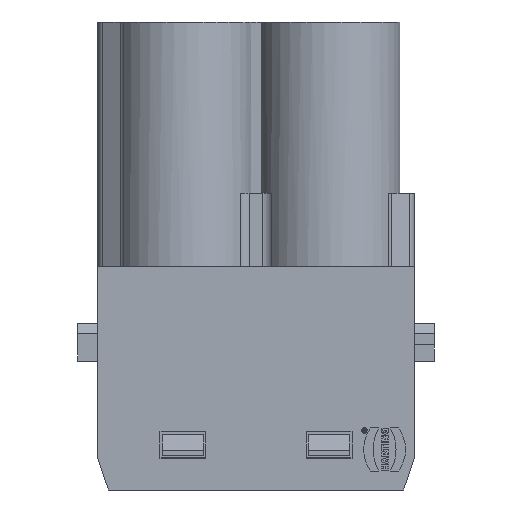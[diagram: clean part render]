
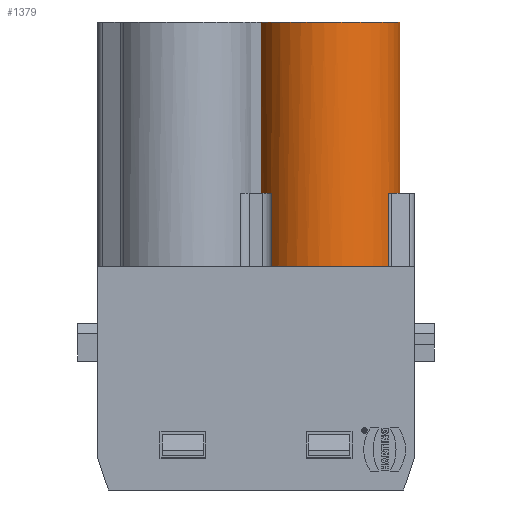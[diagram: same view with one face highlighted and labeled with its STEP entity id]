
A CAD part, left-side view. The second image highlights one B-rep face of the part: STEP entity #1379.
In plain terms, the highlighted cylindrical face has radius 6.8 mm (diameter 13.6 mm), a partial arc.
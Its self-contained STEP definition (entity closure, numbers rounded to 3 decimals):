
#1028=CYLINDRICAL_SURFACE('',#6882,6.8);
#1115=FACE_OUTER_BOUND('',#2066,.T.);
#1379=ADVANCED_FACE('',(#1115),#1028,.T.);
#2066=EDGE_LOOP('',(#2764,#2765,#2766,#2767,#2768,#2769,#2770,#2771,#2772,
#2773,#2774,#2775));
#2764=ORIENTED_EDGE('',*,*,#4383,.F.);
#2765=ORIENTED_EDGE('',*,*,#4364,.T.);
#2766=ORIENTED_EDGE('',*,*,#4397,.F.);
#2767=ORIENTED_EDGE('',*,*,#4358,.T.);
#2768=ORIENTED_EDGE('',*,*,#4377,.F.);
#2769=ORIENTED_EDGE('',*,*,#4348,.T.);
#2770=ORIENTED_EDGE('',*,*,#4398,.F.);
#2771=ORIENTED_EDGE('',*,*,#4342,.T.);
#2772=ORIENTED_EDGE('',*,*,#4369,.F.);
#2773=ORIENTED_EDGE('',*,*,#4399,.F.);
#2774=ORIENTED_EDGE('',*,*,#4392,.T.);
#2775=ORIENTED_EDGE('',*,*,#4395,.T.);
#3838=VERTEX_POINT('',#9398);
#3840=VERTEX_POINT('',#9401);
#3843=VERTEX_POINT('',#9408);
#3845=VERTEX_POINT('',#9412);
#3854=VERTEX_POINT('',#9434);
#3856=VERTEX_POINT('',#9437);
#3859=VERTEX_POINT('',#9444);
#3861=VERTEX_POINT('',#9448);
#3866=VERTEX_POINT('',#9461);
#3868=VERTEX_POINT('',#9479);
#3871=VERTEX_POINT('',#9497);
#3872=VERTEX_POINT('',#9499);
#4342=EDGE_CURVE('',#3840,#3838,#5457,.T.);
#4348=EDGE_CURVE('',#3843,#3845,#5460,.T.);
#4358=EDGE_CURVE('',#3856,#3854,#5465,.T.);
#4364=EDGE_CURVE('',#3859,#3861,#5468,.T.);
#4369=EDGE_CURVE('',#3866,#3838,#4857,.T.);
#4377=EDGE_CURVE('',#3843,#3854,#4859,.T.);
#4383=EDGE_CURVE('',#3859,#3868,#4861,.T.);
#4392=EDGE_CURVE('',#3872,#3871,#4863,.T.);
#4395=EDGE_CURVE('',#3871,#3868,#5489,.T.);
#4397=EDGE_CURVE('',#3856,#3861,#4865,.T.);
#4398=EDGE_CURVE('',#3840,#3845,#4866,.T.);
#4399=EDGE_CURVE('',#3872,#3866,#5491,.T.);
#4857=CIRCLE('',#6861,6.8);
#4859=CIRCLE('',#6865,6.8);
#4861=CIRCLE('',#6870,6.8);
#4863=CIRCLE('',#6876,6.8);
#4865=CIRCLE('',#6880,6.8);
#4866=CIRCLE('',#6881,6.8);
#5457=LINE('',#9400,#6043);
#5460=LINE('',#9413,#6046);
#5465=LINE('',#9436,#6051);
#5468=LINE('',#9449,#6054);
#5489=LINE('',#9504,#6075);
#5491=LINE('',#9509,#6077);
#6043=VECTOR('',#7686,1.);
#6046=VECTOR('',#7697,1.);
#6051=VECTOR('',#7718,1.);
#6054=VECTOR('',#7729,1.);
#6075=VECTOR('',#7794,1.);
#6077=VECTOR('',#7802,1.);
#6861=AXIS2_PLACEMENT_3D('',#9460,#7740,#7741);
#6865=AXIS2_PLACEMENT_3D('',#9472,#7754,#7755);
#6870=AXIS2_PLACEMENT_3D('',#9483,#7768,#7769);
#6876=AXIS2_PLACEMENT_3D('',#9498,#7787,#7788);
#6880=AXIS2_PLACEMENT_3D('',#9507,#7798,#7799);
#6881=AXIS2_PLACEMENT_3D('',#9508,#7800,#7801);
#6882=AXIS2_PLACEMENT_3D('',#9510,#7803,#7804);
#7686=DIRECTION('',(0.,0.,1.));
#7697=DIRECTION('',(0.,0.,-1.));
#7718=DIRECTION('',(0.,0.,1.));
#7729=DIRECTION('',(0.,0.,-1.));
#7740=DIRECTION('',(0.,0.,-1.));
#7741=DIRECTION('',(0.,1.,0.));
#7754=DIRECTION('',(0.,0.,-1.));
#7755=DIRECTION('',(0.,1.,0.));
#7768=DIRECTION('',(0.,0.,-1.));
#7769=DIRECTION('',(0.,1.,0.));
#7787=DIRECTION('',(0.,0.,-1.));
#7788=DIRECTION('',(0.,1.,0.));
#7794=DIRECTION('',(0.,0.,-1.));
#7798=DIRECTION('',(0.,0.,-1.));
#7799=DIRECTION('',(0.,1.,0.));
#7800=DIRECTION('',(0.,0.,-1.));
#7801=DIRECTION('',(0.,1.,0.));
#7802=DIRECTION('',(0.,0.,-1.));
#7803=DIRECTION('',(0.,0.,-1.));
#7804=DIRECTION('',(1.,0.,0.));
#9398=CARTESIAN_POINT('',(3.923,-1.446,16.1));
#9400=CARTESIAN_POINT('',(3.923,-1.446,32.5));
#9401=CARTESIAN_POINT('',(3.923,-1.446,9.1));
#9408=CARTESIAN_POINT('',(3.677,-12.72,16.1));
#9412=CARTESIAN_POINT('',(3.677,-12.72,9.1));
#9413=CARTESIAN_POINT('',(3.677,-12.72,32.5));
#9434=CARTESIAN_POINT('',(-3.677,-12.72,16.1));
#9436=CARTESIAN_POINT('',(-3.677,-12.72,32.5));
#9437=CARTESIAN_POINT('',(-3.677,-12.72,9.1));
#9444=CARTESIAN_POINT('',(-3.923,-1.446,16.1));
#9448=CARTESIAN_POINT('',(-3.923,-1.446,9.1));
#9449=CARTESIAN_POINT('',(-3.923,-1.446,32.5));
#9460=CARTESIAN_POINT('',(0.,-7.,16.1));
#9461=CARTESIAN_POINT('',(2.,-0.501,16.1));
#9472=CARTESIAN_POINT('',(0.,-7.,16.1));
#9479=CARTESIAN_POINT('',(-2.,-0.501,16.1));
#9483=CARTESIAN_POINT('',(0.,-7.,16.1));
#9497=CARTESIAN_POINT('',(-2.,-0.501,32.5));
#9498=CARTESIAN_POINT('',(0.,-7.,32.5));
#9499=CARTESIAN_POINT('',(2.,-0.501,32.5));
#9504=CARTESIAN_POINT('',(-2.,-0.501,32.5));
#9507=CARTESIAN_POINT('',(0.,-7.,9.1));
#9508=CARTESIAN_POINT('',(0.,-7.,9.1));
#9509=CARTESIAN_POINT('',(2.,-0.501,32.5));
#9510=CARTESIAN_POINT('',(0.,-7.,32.5));
